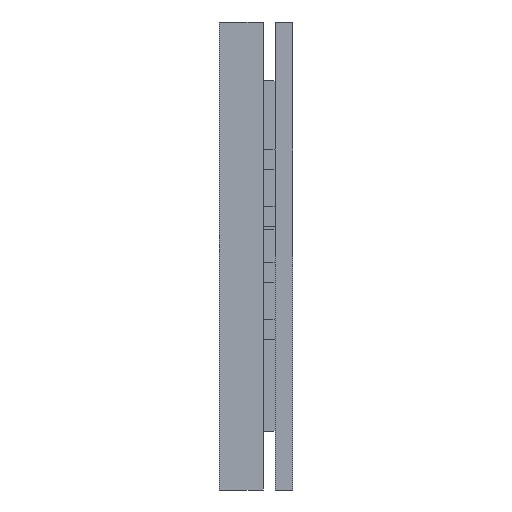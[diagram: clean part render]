
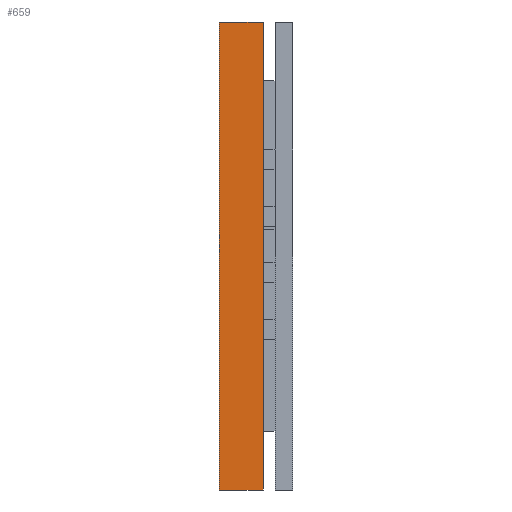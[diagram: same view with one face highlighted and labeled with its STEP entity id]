
A CAD part, left-side view. The second image highlights one B-rep face of the part: STEP entity #659.
In plain terms, the highlighted planar face has unit normal (-1, 0, 0).
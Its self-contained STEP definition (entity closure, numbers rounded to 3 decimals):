
#659 = ADVANCED_FACE ( 'NONE', ( #14174 ), #7805, .F. ) ;
#748 = ORIENTED_EDGE ( 'NONE', *, *, #805, .T. ) ;
#805 = EDGE_CURVE ( 'NONE', #6577, #7084, #15985, .T. ) ;
#1214 = VECTOR ( 'NONE', #9392, 1000. ) ;
#1370 = CARTESIAN_POINT ( 'NONE',  ( -60., 7.5, 0. ) ) ;
#1741 = ORIENTED_EDGE ( 'NONE', *, *, #14702, .F. ) ;
#3105 = CARTESIAN_POINT ( 'NONE',  ( -60., 7.5, 0. ) ) ;
#4379 = CARTESIAN_POINT ( 'NONE',  ( -60., 0., -40. ) ) ;
#4792 = VERTEX_POINT ( 'NONE', #15781 ) ;
#5306 = LINE ( 'NONE', #15514, #1214 ) ;
#5441 = LINE ( 'NONE', #10467, #16122 ) ;
#5775 = DIRECTION ( 'NONE',  ( 0., 0., 1. ) ) ;
#6457 = DIRECTION ( 'NONE',  ( 0., 0., 1. ) ) ;
#6577 = VERTEX_POINT ( 'NONE', #4379 ) ;
#6623 = LINE ( 'NONE', #1370, #12538 ) ;
#7084 = VERTEX_POINT ( 'NONE', #13645 ) ;
#7658 = EDGE_LOOP ( 'NONE', ( #748, #1741, #12599, #12951 ) ) ;
#7805 = PLANE ( 'NONE',  #16192 ) ;
#7813 = VERTEX_POINT ( 'NONE', #8667 ) ;
#8667 = CARTESIAN_POINT ( 'NONE',  ( -60., 7.5, 40. ) ) ;
#9212 = DIRECTION ( 'NONE',  ( 0., -1., 0. ) ) ;
#9392 = DIRECTION ( 'NONE',  ( 0., -1., 0. ) ) ;
#9757 = EDGE_CURVE ( 'NONE', #4792, #7813, #6623, .T. ) ;
#10467 = CARTESIAN_POINT ( 'NONE',  ( -60., 7.5, 40. ) ) ;
#11499 = DIRECTION ( 'NONE',  ( 0., 0., -1. ) ) ;
#12217 = CARTESIAN_POINT ( 'NONE',  ( -60., 0., 0. ) ) ;
#12538 = VECTOR ( 'NONE', #6457, 1000. ) ;
#12599 = ORIENTED_EDGE ( 'NONE', *, *, #9757, .F. ) ;
#12754 = DIRECTION ( 'NONE',  ( 1., 0., 0. ) ) ;
#12951 = ORIENTED_EDGE ( 'NONE', *, *, #13161, .T. ) ;
#13161 = EDGE_CURVE ( 'NONE', #4792, #6577, #5306, .T. ) ;
#13645 = CARTESIAN_POINT ( 'NONE',  ( -60., 0., 40. ) ) ;
#14174 = FACE_OUTER_BOUND ( 'NONE', #7658, .T. ) ;
#14702 = EDGE_CURVE ( 'NONE', #7813, #7084, #5441, .T. ) ;
#15514 = CARTESIAN_POINT ( 'NONE',  ( -60., 7.5, -40. ) ) ;
#15781 = CARTESIAN_POINT ( 'NONE',  ( -60., 7.5, -40. ) ) ;
#15985 = LINE ( 'NONE', #12217, #16183 ) ;
#16122 = VECTOR ( 'NONE', #9212, 1000. ) ;
#16183 = VECTOR ( 'NONE', #5775, 1000. ) ;
#16192 = AXIS2_PLACEMENT_3D ( 'NONE', #3105, #12754, #11499 ) ;
